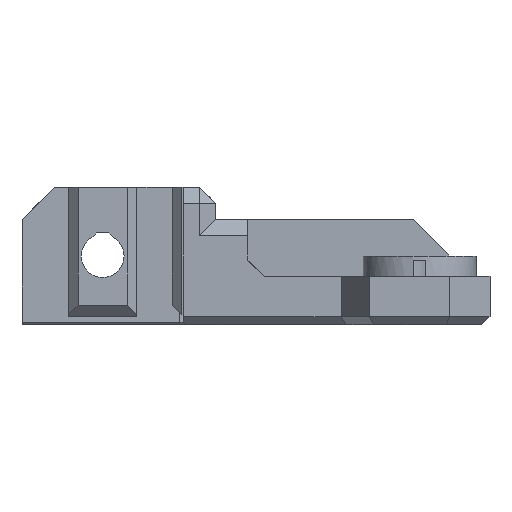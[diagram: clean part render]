
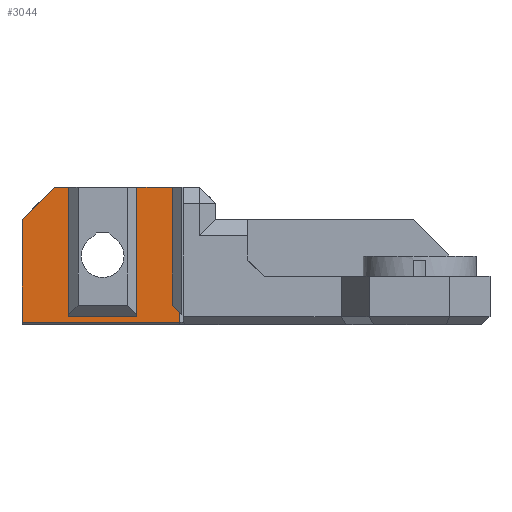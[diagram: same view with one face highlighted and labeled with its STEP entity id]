
A CAD part, front view. The second image highlights one B-rep face of the part: STEP entity #3044.
In plain terms, the highlighted planar face has unit normal (0, -1, 0).
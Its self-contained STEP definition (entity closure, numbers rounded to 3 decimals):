
#158 = PLANE('',#159);
#159 = AXIS2_PLACEMENT_3D('',#160,#161,#162);
#160 = CARTESIAN_POINT('',(-34.8,-20.9,-5.85));
#161 = DIRECTION('',(0.,0.707,0.707));
#162 = DIRECTION('',(-1.,0.,0.));
#186 = PLANE('',#187);
#187 = AXIS2_PLACEMENT_3D('',#188,#189,#190);
#188 = CARTESIAN_POINT('',(-49.3,-14.525,0.));
#189 = DIRECTION('',(1.,0.,0.));
#190 = DIRECTION('',(0.,-1.,0.));
#957 = VERTEX_POINT('',#958);
#958 = CARTESIAN_POINT('',(-29.75,-21.05,-5.7));
#979 = EDGE_CURVE('',#980,#957,#982,.T.);
#980 = VERTEX_POINT('',#981);
#981 = CARTESIAN_POINT('',(-49.3,-21.05,-5.7));
#982 = SURFACE_CURVE('',#983,(#987,#994),.PCURVE_S1.);
#983 = LINE('',#984,#985);
#984 = CARTESIAN_POINT('',(-34.8,-21.05,-5.7));
#985 = VECTOR('',#986,1.);
#986 = DIRECTION('',(1.,0.,0.));
#987 = PCURVE('',#158,#988);
#988 = DEFINITIONAL_REPRESENTATION('',(#989),#993);
#989 = LINE('',#990,#991);
#990 = CARTESIAN_POINT('',(0.,0.212));
#991 = VECTOR('',#992,1.);
#992 = DIRECTION('',(-1.,0.));
#993 = ( GEOMETRIC_REPRESENTATION_CONTEXT(2) 
PARAMETRIC_REPRESENTATION_CONTEXT() REPRESENTATION_CONTEXT('2D SPACE',''
  ) );
#994 = PCURVE('',#995,#1000);
#995 = PLANE('',#996);
#996 = AXIS2_PLACEMENT_3D('',#997,#998,#999);
#997 = CARTESIAN_POINT('',(-49.3,-21.05,0.));
#998 = DIRECTION('',(0.,1.,-0.));
#999 = DIRECTION('',(1.,0.,0.));
#1000 = DEFINITIONAL_REPRESENTATION('',(#1001),#1005);
#1001 = LINE('',#1002,#1003);
#1002 = CARTESIAN_POINT('',(14.5,5.7));
#1003 = VECTOR('',#1004,1.);
#1004 = DIRECTION('',(1.,0.));
#1005 = ( GEOMETRIC_REPRESENTATION_CONTEXT(2) 
PARAMETRIC_REPRESENTATION_CONTEXT() REPRESENTATION_CONTEXT('2D SPACE',''
  ) );
#1069 = PLANE('',#1070);
#1070 = AXIS2_PLACEMENT_3D('',#1071,#1072,#1073);
#1071 = CARTESIAN_POINT('',(-29.75,-21.05,0.));
#1072 = DIRECTION('',(-0.253,0.968,-0.));
#1073 = DIRECTION('',(0.968,0.253,0.));
#1086 = EDGE_CURVE('',#980,#1087,#1089,.T.);
#1087 = VERTEX_POINT('',#1088);
#1088 = CARTESIAN_POINT('',(-49.3,-21.05,7.));
#1089 = SURFACE_CURVE('',#1090,(#1094,#1101),.PCURVE_S1.);
#1090 = LINE('',#1091,#1092);
#1091 = CARTESIAN_POINT('',(-49.3,-21.05,0.));
#1092 = VECTOR('',#1093,1.);
#1093 = DIRECTION('',(0.,-0.,1.));
#1094 = PCURVE('',#186,#1095);
#1095 = DEFINITIONAL_REPRESENTATION('',(#1096),#1100);
#1096 = LINE('',#1097,#1098);
#1097 = CARTESIAN_POINT('',(6.525,0.));
#1098 = VECTOR('',#1099,1.);
#1099 = DIRECTION('',(0.,-1.));
#1100 = ( GEOMETRIC_REPRESENTATION_CONTEXT(2) 
PARAMETRIC_REPRESENTATION_CONTEXT() REPRESENTATION_CONTEXT('2D SPACE',''
  ) );
#1101 = PCURVE('',#995,#1102);
#1102 = DEFINITIONAL_REPRESENTATION('',(#1103),#1107);
#1103 = LINE('',#1104,#1105);
#1104 = CARTESIAN_POINT('',(0.,0.));
#1105 = VECTOR('',#1106,1.);
#1106 = DIRECTION('',(0.,-1.));
#1107 = ( GEOMETRIC_REPRESENTATION_CONTEXT(2) 
PARAMETRIC_REPRESENTATION_CONTEXT() REPRESENTATION_CONTEXT('2D SPACE',''
  ) );
#1125 = PLANE('',#1126);
#1126 = AXIS2_PLACEMENT_3D('',#1127,#1128,#1129);
#1127 = CARTESIAN_POINT('',(-47.3,-21.656,9.));
#1128 = DIRECTION('',(0.707,0.,-0.707
    ));
#1129 = DIRECTION('',(0.707,0.,0.707)
  );
#3044 = ADVANCED_FACE('',(#3045),#995,.F.);
#3045 = FACE_BOUND('',#3046,.T.);
#3046 = EDGE_LOOP('',(#3047,#3048,#3071,#3099,#3127,#3155,#3183,#3206,
    #3227));
#3047 = ORIENTED_EDGE('',*,*,#979,.T.);
#3048 = ORIENTED_EDGE('',*,*,#3049,.F.);
#3049 = EDGE_CURVE('',#3050,#957,#3052,.T.);
#3050 = VERTEX_POINT('',#3051);
#3051 = CARTESIAN_POINT('',(-29.75,-21.05,11.));
#3052 = SURFACE_CURVE('',#3053,(#3057,#3064),.PCURVE_S1.);
#3053 = LINE('',#3054,#3055);
#3054 = CARTESIAN_POINT('',(-29.75,-21.05,0.));
#3055 = VECTOR('',#3056,1.);
#3056 = DIRECTION('',(0.,0.,-1.));
#3057 = PCURVE('',#995,#3058);
#3058 = DEFINITIONAL_REPRESENTATION('',(#3059),#3063);
#3059 = LINE('',#3060,#3061);
#3060 = CARTESIAN_POINT('',(19.55,0.));
#3061 = VECTOR('',#3062,1.);
#3062 = DIRECTION('',(0.,1.));
#3063 = ( GEOMETRIC_REPRESENTATION_CONTEXT(2) 
PARAMETRIC_REPRESENTATION_CONTEXT() REPRESENTATION_CONTEXT('2D SPACE',''
  ) );
#3064 = PCURVE('',#1069,#3065);
#3065 = DEFINITIONAL_REPRESENTATION('',(#3066),#3070);
#3066 = LINE('',#3067,#3068);
#3067 = CARTESIAN_POINT('',(0.,0.));
#3068 = VECTOR('',#3069,1.);
#3069 = DIRECTION('',(0.,1.));
#3070 = ( GEOMETRIC_REPRESENTATION_CONTEXT(2) 
PARAMETRIC_REPRESENTATION_CONTEXT() REPRESENTATION_CONTEXT('2D SPACE',''
  ) );
#3071 = ORIENTED_EDGE('',*,*,#3072,.T.);
#3072 = EDGE_CURVE('',#3050,#3073,#3075,.T.);
#3073 = VERTEX_POINT('',#3074);
#3074 = CARTESIAN_POINT('',(-35.075,-21.05,11.));
#3075 = SURFACE_CURVE('',#3076,(#3080,#3087),.PCURVE_S1.);
#3076 = LINE('',#3077,#3078);
#3077 = CARTESIAN_POINT('',(-29.3,-21.05,11.));
#3078 = VECTOR('',#3079,1.);
#3079 = DIRECTION('',(-1.,0.,0.));
#3080 = PCURVE('',#995,#3081);
#3081 = DEFINITIONAL_REPRESENTATION('',(#3082),#3086);
#3082 = LINE('',#3083,#3084);
#3083 = CARTESIAN_POINT('',(20.,-11.));
#3084 = VECTOR('',#3085,1.);
#3085 = DIRECTION('',(-1.,0.));
#3086 = ( GEOMETRIC_REPRESENTATION_CONTEXT(2) 
PARAMETRIC_REPRESENTATION_CONTEXT() REPRESENTATION_CONTEXT('2D SPACE',''
  ) );
#3087 = PCURVE('',#3088,#3093);
#3088 = PLANE('',#3089);
#3089 = AXIS2_PLACEMENT_3D('',#3090,#3091,#3092);
#3090 = CARTESIAN_POINT('',(-37.3,-28.788,11.));
#3091 = DIRECTION('',(0.,0.,-1.));
#3092 = DIRECTION('',(1.,0.,0.));
#3093 = DEFINITIONAL_REPRESENTATION('',(#3094),#3098);
#3094 = LINE('',#3095,#3096);
#3095 = CARTESIAN_POINT('',(8.,-7.738));
#3096 = VECTOR('',#3097,1.);
#3097 = DIRECTION('',(-1.,0.));
#3098 = ( GEOMETRIC_REPRESENTATION_CONTEXT(2) 
PARAMETRIC_REPRESENTATION_CONTEXT() REPRESENTATION_CONTEXT('2D SPACE',''
  ) );
#3099 = ORIENTED_EDGE('',*,*,#3100,.F.);
#3100 = EDGE_CURVE('',#3101,#3073,#3103,.T.);
#3101 = VERTEX_POINT('',#3102);
#3102 = CARTESIAN_POINT('',(-35.075,-21.05,-5.));
#3103 = SURFACE_CURVE('',#3104,(#3108,#3115),.PCURVE_S1.);
#3104 = LINE('',#3105,#3106);
#3105 = CARTESIAN_POINT('',(-35.075,-21.05,0.));
#3106 = VECTOR('',#3107,1.);
#3107 = DIRECTION('',(0.,-0.,1.));
#3108 = PCURVE('',#995,#3109);
#3109 = DEFINITIONAL_REPRESENTATION('',(#3110),#3114);
#3110 = LINE('',#3111,#3112);
#3111 = CARTESIAN_POINT('',(14.225,0.));
#3112 = VECTOR('',#3113,1.);
#3113 = DIRECTION('',(0.,-1.));
#3114 = ( GEOMETRIC_REPRESENTATION_CONTEXT(2) 
PARAMETRIC_REPRESENTATION_CONTEXT() REPRESENTATION_CONTEXT('2D SPACE',''
  ) );
#3115 = PCURVE('',#3116,#3121);
#3116 = PLANE('',#3117);
#3117 = AXIS2_PLACEMENT_3D('',#3118,#3119,#3120);
#3118 = CARTESIAN_POINT('',(-35.075,-21.05,0.));
#3119 = DIRECTION('',(-1.,0.,0.));
#3120 = DIRECTION('',(0.,-1.,0.));
#3121 = DEFINITIONAL_REPRESENTATION('',(#3122),#3126);
#3122 = LINE('',#3123,#3124);
#3123 = CARTESIAN_POINT('',(0.,0.));
#3124 = VECTOR('',#3125,1.);
#3125 = DIRECTION('',(0.,1.));
#3126 = ( GEOMETRIC_REPRESENTATION_CONTEXT(2) 
PARAMETRIC_REPRESENTATION_CONTEXT() REPRESENTATION_CONTEXT('2D SPACE',''
  ) );
#3127 = ORIENTED_EDGE('',*,*,#3128,.F.);
#3128 = EDGE_CURVE('',#3129,#3101,#3131,.T.);
#3129 = VERTEX_POINT('',#3130);
#3130 = CARTESIAN_POINT('',(-43.525,-21.05,-5.));
#3131 = SURFACE_CURVE('',#3132,(#3136,#3143),.PCURVE_S1.);
#3132 = LINE('',#3133,#3134);
#3133 = CARTESIAN_POINT('',(-42.856,-21.05,-5.));
#3134 = VECTOR('',#3135,1.);
#3135 = DIRECTION('',(1.,0.,0.));
#3136 = PCURVE('',#995,#3137);
#3137 = DEFINITIONAL_REPRESENTATION('',(#3138),#3142);
#3138 = LINE('',#3139,#3140);
#3139 = CARTESIAN_POINT('',(6.444,5.));
#3140 = VECTOR('',#3141,1.);
#3141 = DIRECTION('',(1.,0.));
#3142 = ( GEOMETRIC_REPRESENTATION_CONTEXT(2) 
PARAMETRIC_REPRESENTATION_CONTEXT() REPRESENTATION_CONTEXT('2D SPACE',''
  ) );
#3143 = PCURVE('',#3144,#3149);
#3144 = PLANE('',#3145);
#3145 = AXIS2_PLACEMENT_3D('',#3146,#3147,#3148);
#3146 = CARTESIAN_POINT('',(-36.331,-21.75,-4.3));
#3147 = DIRECTION('',(0.,0.707,0.707)
  );
#3148 = DIRECTION('',(-1.,0.,0.));
#3149 = DEFINITIONAL_REPRESENTATION('',(#3150),#3154);
#3150 = LINE('',#3151,#3152);
#3151 = CARTESIAN_POINT('',(6.525,-0.99));
#3152 = VECTOR('',#3153,1.);
#3153 = DIRECTION('',(-1.,0.));
#3154 = ( GEOMETRIC_REPRESENTATION_CONTEXT(2) 
PARAMETRIC_REPRESENTATION_CONTEXT() REPRESENTATION_CONTEXT('2D SPACE',''
  ) );
#3155 = ORIENTED_EDGE('',*,*,#3156,.F.);
#3156 = EDGE_CURVE('',#3157,#3129,#3159,.T.);
#3157 = VERTEX_POINT('',#3158);
#3158 = CARTESIAN_POINT('',(-43.525,-21.05,11.));
#3159 = SURFACE_CURVE('',#3160,(#3164,#3171),.PCURVE_S1.);
#3160 = LINE('',#3161,#3162);
#3161 = CARTESIAN_POINT('',(-43.525,-21.05,0.));
#3162 = VECTOR('',#3163,1.);
#3163 = DIRECTION('',(0.,0.,-1.));
#3164 = PCURVE('',#995,#3165);
#3165 = DEFINITIONAL_REPRESENTATION('',(#3166),#3170);
#3166 = LINE('',#3167,#3168);
#3167 = CARTESIAN_POINT('',(5.775,0.));
#3168 = VECTOR('',#3169,1.);
#3169 = DIRECTION('',(0.,1.));
#3170 = ( GEOMETRIC_REPRESENTATION_CONTEXT(2) 
PARAMETRIC_REPRESENTATION_CONTEXT() REPRESENTATION_CONTEXT('2D SPACE',''
  ) );
#3171 = PCURVE('',#3172,#3177);
#3172 = PLANE('',#3173);
#3173 = AXIS2_PLACEMENT_3D('',#3174,#3175,#3176);
#3174 = CARTESIAN_POINT('',(-43.525,-21.275,0.));
#3175 = DIRECTION('',(1.,0.,0.));
#3176 = DIRECTION('',(0.,1.,0.));
#3177 = DEFINITIONAL_REPRESENTATION('',(#3178),#3182);
#3178 = LINE('',#3179,#3180);
#3179 = CARTESIAN_POINT('',(0.225,0.));
#3180 = VECTOR('',#3181,1.);
#3181 = DIRECTION('',(0.,-1.));
#3182 = ( GEOMETRIC_REPRESENTATION_CONTEXT(2) 
PARAMETRIC_REPRESENTATION_CONTEXT() REPRESENTATION_CONTEXT('2D SPACE',''
  ) );
#3183 = ORIENTED_EDGE('',*,*,#3184,.T.);
#3184 = EDGE_CURVE('',#3157,#3185,#3187,.T.);
#3185 = VERTEX_POINT('',#3186);
#3186 = CARTESIAN_POINT('',(-45.3,-21.05,11.));
#3187 = SURFACE_CURVE('',#3188,(#3192,#3199),.PCURVE_S1.);
#3188 = LINE('',#3189,#3190);
#3189 = CARTESIAN_POINT('',(-29.3,-21.05,11.));
#3190 = VECTOR('',#3191,1.);
#3191 = DIRECTION('',(-1.,0.,0.));
#3192 = PCURVE('',#995,#3193);
#3193 = DEFINITIONAL_REPRESENTATION('',(#3194),#3198);
#3194 = LINE('',#3195,#3196);
#3195 = CARTESIAN_POINT('',(20.,-11.));
#3196 = VECTOR('',#3197,1.);
#3197 = DIRECTION('',(-1.,0.));
#3198 = ( GEOMETRIC_REPRESENTATION_CONTEXT(2) 
PARAMETRIC_REPRESENTATION_CONTEXT() REPRESENTATION_CONTEXT('2D SPACE',''
  ) );
#3199 = PCURVE('',#3088,#3200);
#3200 = DEFINITIONAL_REPRESENTATION('',(#3201),#3205);
#3201 = LINE('',#3202,#3203);
#3202 = CARTESIAN_POINT('',(8.,-7.738));
#3203 = VECTOR('',#3204,1.);
#3204 = DIRECTION('',(-1.,0.));
#3205 = ( GEOMETRIC_REPRESENTATION_CONTEXT(2) 
PARAMETRIC_REPRESENTATION_CONTEXT() REPRESENTATION_CONTEXT('2D SPACE',''
  ) );
#3206 = ORIENTED_EDGE('',*,*,#3207,.T.);
#3207 = EDGE_CURVE('',#3185,#1087,#3208,.T.);
#3208 = SURFACE_CURVE('',#3209,(#3213,#3220),.PCURVE_S1.);
#3209 = LINE('',#3210,#3211);
#3210 = CARTESIAN_POINT('',(-50.05,-21.05,6.25));
#3211 = VECTOR('',#3212,1.);
#3212 = DIRECTION('',(-0.707,0.,-0.707
    ));
#3213 = PCURVE('',#995,#3214);
#3214 = DEFINITIONAL_REPRESENTATION('',(#3215),#3219);
#3215 = LINE('',#3216,#3217);
#3216 = CARTESIAN_POINT('',(-0.75,-6.25));
#3217 = VECTOR('',#3218,1.);
#3218 = DIRECTION('',(-0.707,0.707));
#3219 = ( GEOMETRIC_REPRESENTATION_CONTEXT(2) 
PARAMETRIC_REPRESENTATION_CONTEXT() REPRESENTATION_CONTEXT('2D SPACE',''
  ) );
#3220 = PCURVE('',#1125,#3221);
#3221 = DEFINITIONAL_REPRESENTATION('',(#3222),#3226);
#3222 = LINE('',#3223,#3224);
#3223 = CARTESIAN_POINT('',(-3.889,-0.606));
#3224 = VECTOR('',#3225,1.);
#3225 = DIRECTION('',(-1.,0.));
#3226 = ( GEOMETRIC_REPRESENTATION_CONTEXT(2) 
PARAMETRIC_REPRESENTATION_CONTEXT() REPRESENTATION_CONTEXT('2D SPACE',''
  ) );
#3227 = ORIENTED_EDGE('',*,*,#1086,.F.);
